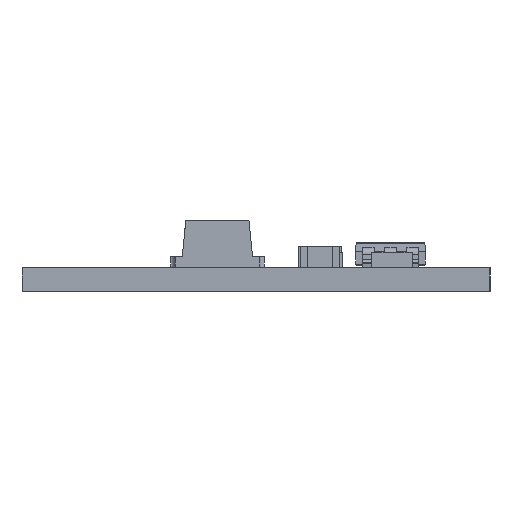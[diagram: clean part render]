
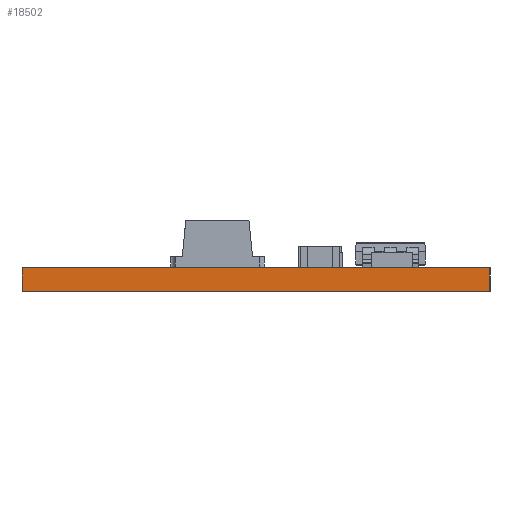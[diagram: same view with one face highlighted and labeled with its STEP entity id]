
A CAD part, left-side view. The second image highlights one B-rep face of the part: STEP entity #18502.
In plain terms, the highlighted planar face has unit normal (-1, 0, 0).
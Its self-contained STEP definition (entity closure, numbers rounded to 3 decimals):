
#380 = LINE ( 'NONE', #26889, #13600 ) ;
#564 = ORIENTED_EDGE ( 'NONE', *, *, #16325, .T. ) ;
#2673 = CARTESIAN_POINT ( 'NONE',  ( 0., 20., 0. ) ) ;
#4375 = FACE_OUTER_BOUND ( 'NONE', #27844, .T. ) ;
#7651 = DIRECTION ( 'NONE',  ( 0., 0., -1. ) ) ;
#8465 = DIRECTION ( 'NONE',  ( 0., -1., 0. ) ) ;
#8694 = ORIENTED_EDGE ( 'NONE', *, *, #38332, .F. ) ;
#9153 = VERTEX_POINT ( 'NONE', #18284 ) ;
#11522 = EDGE_CURVE ( 'NONE', #16711, #9153, #36394, .T. ) ;
#12716 = CARTESIAN_POINT ( 'NONE',  ( 0., 20., 1.016 ) ) ;
#13600 = VECTOR ( 'NONE', #23978, 1000. ) ;
#14189 = EDGE_CURVE ( 'NONE', #31351, #9153, #15182, .T. ) ;
#15182 = LINE ( 'NONE', #35203, #25562 ) ;
#16325 = EDGE_CURVE ( 'NONE', #30017, #31351, #380, .T. ) ;
#16711 = VERTEX_POINT ( 'NONE', #27896 ) ;
#18284 = CARTESIAN_POINT ( 'NONE',  ( 0., 0., 0. ) ) ;
#18502 = ADVANCED_FACE ( 'NONE', ( #4375 ), #22569, .F. ) ;
#22129 = VECTOR ( 'NONE', #30415, 1000. ) ;
#22569 = PLANE ( 'NONE',  #36152 ) ;
#23978 = DIRECTION ( 'NONE',  ( 0., 0., -1. ) ) ;
#25562 = VECTOR ( 'NONE', #8465, 1000. ) ;
#25730 = CARTESIAN_POINT ( 'NONE',  ( 0., 20., 1.016 ) ) ;
#26760 = DIRECTION ( 'NONE',  ( 0., 0., -1. ) ) ;
#26889 = CARTESIAN_POINT ( 'NONE',  ( 0., 20., 1.016 ) ) ;
#27844 = EDGE_LOOP ( 'NONE', ( #30387, #28987, #8694, #564 ) ) ;
#27896 = CARTESIAN_POINT ( 'NONE',  ( 0., 0., 1.016 ) ) ;
#28987 = ORIENTED_EDGE ( 'NONE', *, *, #11522, .F. ) ;
#30017 = VERTEX_POINT ( 'NONE', #36388 ) ;
#30387 = ORIENTED_EDGE ( 'NONE', *, *, #14189, .T. ) ;
#30415 = DIRECTION ( 'NONE',  ( 0., -1., 0. ) ) ;
#31351 = VERTEX_POINT ( 'NONE', #2673 ) ;
#32551 = CARTESIAN_POINT ( 'NONE',  ( 0., 0., 1.016 ) ) ;
#34539 = DIRECTION ( 'NONE',  ( 1., 0., 0. ) ) ;
#35203 = CARTESIAN_POINT ( 'NONE',  ( 0., 20., 0. ) ) ;
#36152 = AXIS2_PLACEMENT_3D ( 'NONE', #25730, #34539, #7651 ) ;
#36388 = CARTESIAN_POINT ( 'NONE',  ( 0., 20., 1.016 ) ) ;
#36394 = LINE ( 'NONE', #32551, #38303 ) ;
#38303 = VECTOR ( 'NONE', #26760, 1000. ) ;
#38332 = EDGE_CURVE ( 'NONE', #30017, #16711, #39111, .T. ) ;
#39111 = LINE ( 'NONE', #12716, #22129 ) ;
